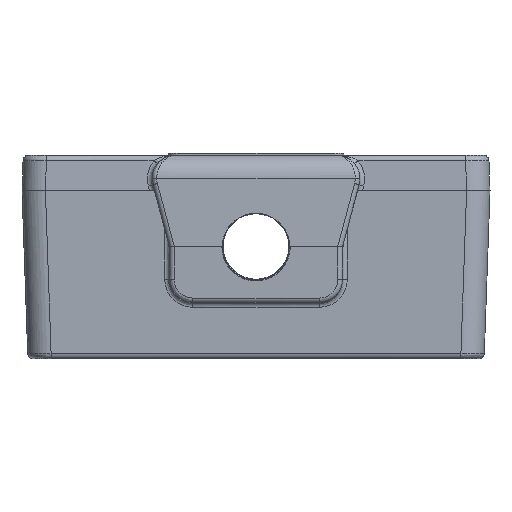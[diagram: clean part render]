
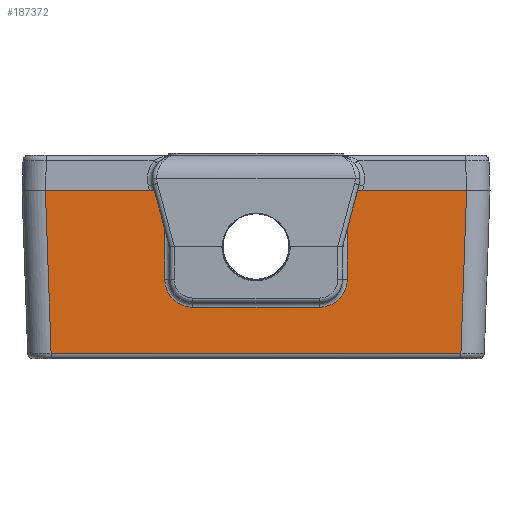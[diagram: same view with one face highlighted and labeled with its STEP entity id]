
A CAD part, left-side view. The second image highlights one B-rep face of the part: STEP entity #187372.
In plain terms, the highlighted planar face has unit normal (-1, 0, -0.018).
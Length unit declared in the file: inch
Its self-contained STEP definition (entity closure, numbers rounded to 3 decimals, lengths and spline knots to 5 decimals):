
#2105 = CARTESIAN_POINT ( 'NONE',  ( -2.26603, 0.4836, -0.09133 ) ) ;
#11674 = LINE ( 'NONE', #214507, #116630 ) ;
#11793 = CARTESIAN_POINT ( 'NONE',  ( -2.2598, 1.0946, -0.44802 ) ) ;
#13879 = CARTESIAN_POINT ( 'NONE',  ( -2.26672, -0.4875, -0.05206 ) ) ;
#15302 = EDGE_LOOP ( 'NONE', ( #167394, #126448, #119092, #84086, #243682, #128505, #241962, #89615, #69849, #170966 ) ) ;
#22851 = VECTOR ( 'NONE', #242296, 39.37008 ) ;
#24530 = DIRECTION ( 'NONE',  ( 1., 0., 0.017 ) ) ;
#24935 = DIRECTION ( 'NONE',  ( 0., -1., 0. ) ) ;
#25236 = EDGE_CURVE ( 'NONE', #196780, #27320, #144111, .T. ) ;
#25877 = CARTESIAN_POINT ( 'NONE',  ( -2.26672, -0.4875, -0.05206 ) ) ;
#26435 = EDGE_CURVE ( 'NONE', #139606, #196780, #243568, .T. ) ;
#26595 = CARTESIAN_POINT ( 'NONE',  ( -2.275, -1.375, 0.4225 ) ) ;
#27320 = VERTEX_POINT ( 'NONE', #13879 ) ;
#31281 = CARTESIAN_POINT ( 'NONE',  ( -2.25184, -1.07867, -0.90408 ) ) ;
#42984 = FACE_OUTER_BOUND ( 'NONE', #15302, .T. ) ;
#42991 = DIRECTION ( 'NONE',  ( 0., -1., 0. ) ) ;
#48822 = EDGE_CURVE ( 'NONE', #230657, #139606, #169987, .T. ) ;
#53322 = CARTESIAN_POINT ( 'NONE',  ( -2.2598, -1.0946, -0.44802 ) ) ;
#59814 = CARTESIAN_POINT ( 'NONE',  ( -2.25977, 1.0946, -0.44802 ) ) ;
#60593 = CARTESIAN_POINT ( 'NONE',  ( -2.2641, -1.375, -0.20206 ) ) ;
#64544 = CARTESIAN_POINT ( 'NONE',  ( -2.25161, 0.4875, -0.91765 ) ) ;
#67438 = DIRECTION ( 'NONE',  ( 0., -1., 0. ) ) ;
#69278 = CARTESIAN_POINT ( 'NONE',  ( -2.275, -1.375, 0.4225 ) ) ;
#69849 = ORIENTED_EDGE ( 'NONE', *, *, #48822, .F. ) ;
#72449 = DIRECTION ( 'NONE',  ( -0.017, 0.035, 0.999 ) ) ;
#77295 = CARTESIAN_POINT ( 'NONE',  ( -2.26417, 0.37676, -0.19816 ) ) ;
#78597 = CARTESIAN_POINT ( 'NONE',  ( -2.2654, 0.46861, -0.12763 ) ) ;
#79008 = EDGE_CURVE ( 'NONE', #253216, #226996, #191083, .T. ) ;
#84086 = ORIENTED_EDGE ( 'NONE', *, *, #126681, .F. ) ;
#86409 = LINE ( 'NONE', #203771, #203074 ) ;
#89017 = CARTESIAN_POINT ( 'NONE',  ( -2.26462, -0.42967, -0.17199 ) ) ;
#89615 = ORIENTED_EDGE ( 'NONE', *, *, #26435, .F. ) ;
#102080 = EDGE_CURVE ( 'NONE', #226996, #123171, #146549, .T. ) ;
#104349 = VECTOR ( 'NONE', #72449, 39.37008 ) ;
#106266 = CARTESIAN_POINT ( 'NONE',  ( -2.26443, -0.41306, -0.18317 ) ) ;
#111711 = DIRECTION ( 'NONE',  ( 0.017, 0.035, -0.999 ) ) ;
#115699 = CARTESIAN_POINT ( 'NONE',  ( -2.2641, 0.3375, -0.20206 ) ) ;
#116630 = VECTOR ( 'NONE', #152733, 39.37008 ) ;
#116801 = CARTESIAN_POINT ( 'NONE',  ( -2.26637, 0.48746, -0.0717 ) ) ;
#118030 = CARTESIAN_POINT ( 'NONE',  ( -2.2641, -0.3375, -0.20206 ) ) ;
#118502 = CARTESIAN_POINT ( 'NONE',  ( -2.26672, 0.4875, -0.05206 ) ) ;
#119092 = ORIENTED_EDGE ( 'NONE', *, *, #255199, .F. ) ;
#123171 = VERTEX_POINT ( 'NONE', #181353 ) ;
#123749 = EDGE_CURVE ( 'NONE', #210054, #199441, #226076, .T. ) ;
#126448 = ORIENTED_EDGE ( 'NONE', *, *, #79008, .F. ) ;
#126681 = EDGE_CURVE ( 'NONE', #199441, #141479, #172320, .T. ) ;
#127299 = CARTESIAN_POINT ( 'NONE',  ( -2.25161, -1.375, -0.91765 ) ) ;
#128505 = ORIENTED_EDGE ( 'NONE', *, *, #169877, .F. ) ;
#139235 = CARTESIAN_POINT ( 'NONE',  ( -2.26672, 0.4875, -0.05206 ) ) ;
#139606 = VERTEX_POINT ( 'NONE', #115699 ) ;
#141479 = VERTEX_POINT ( 'NONE', #53322 ) ;
#143200 = DIRECTION ( 'NONE',  ( 0.017, 0., -1. ) ) ;
#144111 = B_SPLINE_CURVE_WITH_KNOTS ( 'NONE', 3,
 ( #166893, #210208, #206353, #106266, #89017, #248424, #148422, #168179, #147115, #25877 ),
 .UNSPECIFIED., .F., .F.,
 ( 4, 2, 2, 2, 4 ),
 ( 0., 0.25, 0.5, 0.75, 1. ),
 .UNSPECIFIED. ) ;
#146215 = LINE ( 'NONE', #64544, #22851 ) ;
#146549 = LINE ( 'NONE', #26595, #196721 ) ;
#147115 = CARTESIAN_POINT ( 'NONE',  ( -2.26637, -0.4875, -0.0717 ) ) ;
#148422 = CARTESIAN_POINT ( 'NONE',  ( -2.2654, -0.46858, -0.12761 ) ) ;
#152733 = DIRECTION ( 'NONE',  ( -0.017, 0., 1. ) ) ;
#166893 = CARTESIAN_POINT ( 'NONE',  ( -2.2641, -0.3375, -0.20206 ) ) ;
#167394 = ORIENTED_EDGE ( 'NONE', *, *, #102080, .F. ) ;
#168179 = CARTESIAN_POINT ( 'NONE',  ( -2.26603, -0.4836, -0.09132 ) ) ;
#169877 = EDGE_CURVE ( 'NONE', #27320, #210054, #11674, .T. ) ;
#169987 = B_SPLINE_CURVE_WITH_KNOTS ( 'NONE', 3,
 ( #139235, #116801, #2105, #78597, #178714, #202429, #220863, #77295, #259054, #237962 ),
 .UNSPECIFIED., .F., .F.,
 ( 4, 2, 2, 2, 4 ),
 ( 0., 0.25, 0.5, 0.75, 1. ),
 .UNSPECIFIED. ) ;
#170966 = ORIENTED_EDGE ( 'NONE', *, *, #247958, .F. ) ;
#172320 = LINE ( 'NONE', #31281, #205729 ) ;
#178714 = CARTESIAN_POINT ( 'NONE',  ( -2.26511, 0.45743, -0.14423 ) ) ;
#179489 = VECTOR ( 'NONE', #24935, 39.37008 ) ;
#181353 = CARTESIAN_POINT ( 'NONE',  ( -2.275, 0.4875, 0.4225 ) ) ;
#182033 = CARTESIAN_POINT ( 'NONE',  ( -2.275, -0.4875, 0.4225 ) ) ;
#183992 = DIRECTION ( 'NONE',  ( 0., 1., 0. ) ) ;
#186275 = CARTESIAN_POINT ( 'NONE',  ( -2.275, -1.125, 0.4225 ) ) ;
#187372 = ADVANCED_FACE ( 'NONE', ( #42984 ), #205018, .F. ) ;
#191083 = LINE ( 'NONE', #11793, #104349 ) ;
#196586 = CARTESIAN_POINT ( 'NONE',  ( -2.275, 1.125, 0.4225 ) ) ;
#196721 = VECTOR ( 'NONE', #67438, 39.37008 ) ;
#196780 = VERTEX_POINT ( 'NONE', #118030 ) ;
#199441 = VERTEX_POINT ( 'NONE', #186275 ) ;
#202429 = CARTESIAN_POINT ( 'NONE',  ( -2.26462, 0.42968, -0.17202 ) ) ;
#203074 = VECTOR ( 'NONE', #183992, 39.37008 ) ;
#203771 = CARTESIAN_POINT ( 'NONE',  ( -2.2598, -0.6875, -0.44802 ) ) ;
#205018 = PLANE ( 'NONE',  #212778 ) ;
#205729 = VECTOR ( 'NONE', #111711, 39.37008 ) ;
#206353 = CARTESIAN_POINT ( 'NONE',  ( -2.26417, -0.37677, -0.19816 ) ) ;
#210054 = VERTEX_POINT ( 'NONE', #182033 ) ;
#210208 = CARTESIAN_POINT ( 'NONE',  ( -2.2641, -0.35714, -0.20203 ) ) ;
#212778 = AXIS2_PLACEMENT_3D ( 'NONE', #127299, #24530, #143200 ) ;
#214507 = CARTESIAN_POINT ( 'NONE',  ( -2.25161, -0.4875, -0.91765 ) ) ;
#220863 = CARTESIAN_POINT ( 'NONE',  ( -2.26443, 0.41305, -0.18314 ) ) ;
#221747 = VECTOR ( 'NONE', #42991, 39.37008 ) ;
#226076 = LINE ( 'NONE', #69278, #221747 ) ;
#226996 = VERTEX_POINT ( 'NONE', #196586 ) ;
#230657 = VERTEX_POINT ( 'NONE', #118502 ) ;
#237962 = CARTESIAN_POINT ( 'NONE',  ( -2.2641, 0.3375, -0.20206 ) ) ;
#241962 = ORIENTED_EDGE ( 'NONE', *, *, #25236, .F. ) ;
#242296 = DIRECTION ( 'NONE',  ( 0.017, 0., -1. ) ) ;
#243568 = LINE ( 'NONE', #60593, #179489 ) ;
#243682 = ORIENTED_EDGE ( 'NONE', *, *, #123749, .F. ) ;
#247958 = EDGE_CURVE ( 'NONE', #123171, #230657, #146215, .T. ) ;
#248424 = CARTESIAN_POINT ( 'NONE',  ( -2.26511, -0.45745, -0.14424 ) ) ;
#253216 = VERTEX_POINT ( 'NONE', #59814 ) ;
#255199 = EDGE_CURVE ( 'NONE', #141479, #253216, #86409, .T. ) ;
#259054 = CARTESIAN_POINT ( 'NONE',  ( -2.2641, 0.35713, -0.20207 ) ) ;
